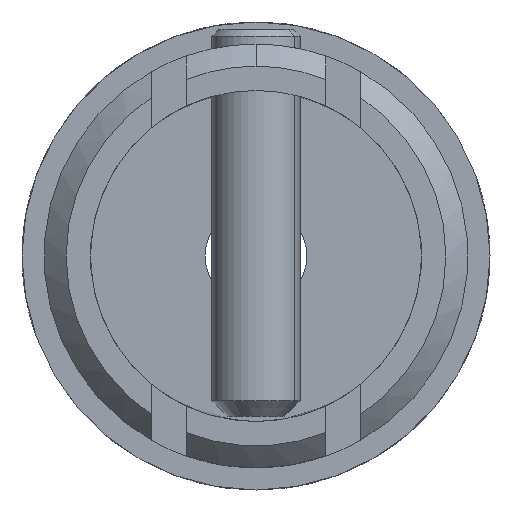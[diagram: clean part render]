
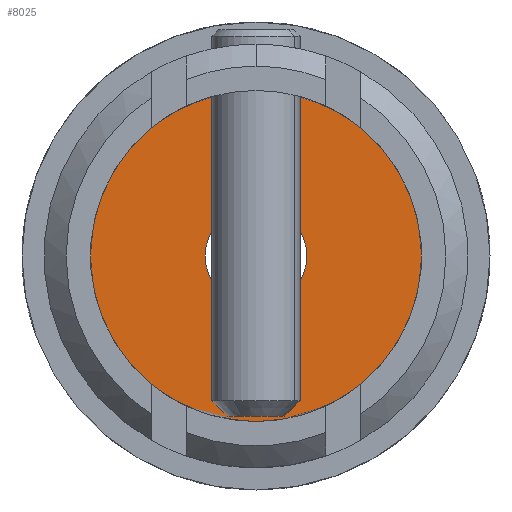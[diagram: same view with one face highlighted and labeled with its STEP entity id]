
A CAD part, front view. The second image highlights one B-rep face of the part: STEP entity #8025.
In plain terms, the highlighted planar face has unit normal (0, -1, 0).
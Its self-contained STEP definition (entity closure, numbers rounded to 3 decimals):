
#378 = ORIENTED_EDGE ( 'NONE', *, *, #10210, .T. ) ;
#2330 = CIRCLE ( 'NONE', #6393, 4.6 ) ;
#2350 = CARTESIAN_POINT ( 'NONE',  ( 0., 9., 0. ) ) ;
#3683 = PLANE ( 'NONE',  #3781 ) ;
#3781 = AXIS2_PLACEMENT_3D ( 'NONE', #6763, #9924, #9968 ) ;
#3997 = CARTESIAN_POINT ( 'NONE',  ( 0., 9., -15. ) ) ;
#5593 = CARTESIAN_POINT ( 'NONE',  ( 0., 9., 0. ) ) ;
#5843 = DIRECTION ( 'NONE',  ( 0., 0., -1. ) ) ;
#5899 = EDGE_LOOP ( 'NONE', ( #11639, #378 ) ) ;
#6136 = FACE_BOUND ( 'NONE', #5899, .T. ) ;
#6169 = DIRECTION ( 'NONE',  ( 0., 1., 0. ) ) ;
#6205 = CARTESIAN_POINT ( 'NONE',  ( 0., 9., -4.6 ) ) ;
#6393 = AXIS2_PLACEMENT_3D ( 'NONE', #12463, #6169, #13510 ) ;
#6734 = VERTEX_POINT ( 'NONE', #3997 ) ;
#6763 = CARTESIAN_POINT ( 'NONE',  ( 0., 9., 0. ) ) ;
#6792 = VERTEX_POINT ( 'NONE', #6205 ) ;
#6878 = DIRECTION ( 'NONE',  ( 0., -1., 0. ) ) ;
#7334 = ORIENTED_EDGE ( 'NONE', *, *, #12163, .T. ) ;
#7521 = DIRECTION ( 'NONE',  ( 0., 0., -1. ) ) ;
#7808 = CARTESIAN_POINT ( 'NONE',  ( 0., 9., 4.6 ) ) ;
#8025 = ADVANCED_FACE ( 'NONE', ( #8940, #6136 ), #3683, .T. ) ;
#8631 = DIRECTION ( 'NONE',  ( 0., -1., 0. ) ) ;
#8721 = EDGE_LOOP ( 'NONE', ( #7334, #11489 ) ) ;
#8770 = AXIS2_PLACEMENT_3D ( 'NONE', #5593, #8631, #7521 ) ;
#8940 = FACE_OUTER_BOUND ( 'NONE', #8721, .T. ) ;
#9619 = DIRECTION ( 'NONE',  ( 0., 1., 0. ) ) ;
#9696 = CIRCLE ( 'NONE', #13268, 15. ) ;
#9924 = DIRECTION ( 'NONE',  ( 0., -1., 0. ) ) ;
#9968 = DIRECTION ( 'NONE',  ( 0., 0., -1. ) ) ;
#10162 = EDGE_CURVE ( 'NONE', #11588, #6734, #11606, .T. ) ;
#10210 = EDGE_CURVE ( 'NONE', #6792, #12707, #10630, .T. ) ;
#10630 = CIRCLE ( 'NONE', #10846, 4.6 ) ;
#10846 = AXIS2_PLACEMENT_3D ( 'NONE', #2350, #9619, #12928 ) ;
#11489 = ORIENTED_EDGE ( 'NONE', *, *, #10162, .T. ) ;
#11588 = VERTEX_POINT ( 'NONE', #12805 ) ;
#11606 = CIRCLE ( 'NONE', #8770, 15. ) ;
#11639 = ORIENTED_EDGE ( 'NONE', *, *, #13215, .T. ) ;
#12163 = EDGE_CURVE ( 'NONE', #6734, #11588, #9696, .T. ) ;
#12463 = CARTESIAN_POINT ( 'NONE',  ( 0., 9., 0. ) ) ;
#12707 = VERTEX_POINT ( 'NONE', #7808 ) ;
#12805 = CARTESIAN_POINT ( 'NONE',  ( 0., 9., 15. ) ) ;
#12855 = CARTESIAN_POINT ( 'NONE',  ( 0., 9., 0. ) ) ;
#12928 = DIRECTION ( 'NONE',  ( 0., 0., -1. ) ) ;
#13215 = EDGE_CURVE ( 'NONE', #12707, #6792, #2330, .T. ) ;
#13268 = AXIS2_PLACEMENT_3D ( 'NONE', #12855, #6878, #5843 ) ;
#13510 = DIRECTION ( 'NONE',  ( 0., 0., -1. ) ) ;
